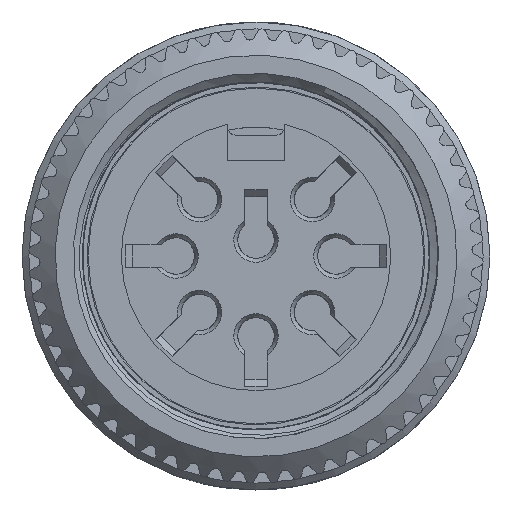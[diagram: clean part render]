
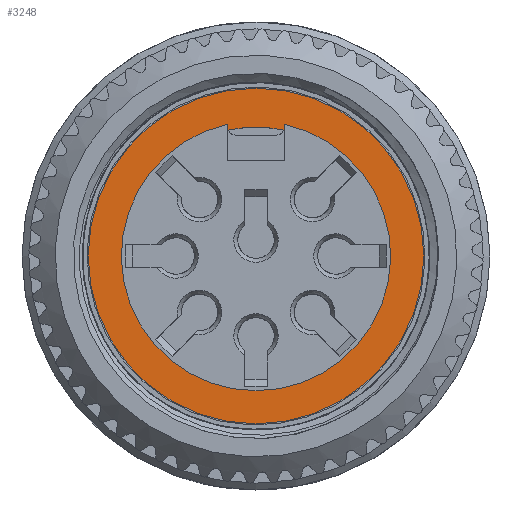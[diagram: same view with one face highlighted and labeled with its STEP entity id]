
A CAD part, left-side view. The second image highlights one B-rep face of the part: STEP entity #3248.
In plain terms, the highlighted planar face has unit normal (-1, 0, 0).
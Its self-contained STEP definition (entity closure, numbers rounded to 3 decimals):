
#1009=PLANE('',#10027);
#1778=LINE('',#13093,#2209);
#1781=LINE('',#13099,#2212);
#2209=VECTOR('',#11029,1.);
#2212=VECTOR('',#11034,1.);
#3248=ADVANCED_FACE('',(#3726,#3727),#1009,.F.);
#3726=FACE_BOUND('',#3865,.T.);
#3727=FACE_BOUND('',#3866,.T.);
#3865=EDGE_LOOP('',(#4747));
#3866=EDGE_LOOP('',(#4748,#4749,#4750,#4751));
#4747=ORIENTED_EDGE('',*,*,#8426,.F.);
#4748=ORIENTED_EDGE('',*,*,#8423,.F.);
#4749=ORIENTED_EDGE('',*,*,#8428,.F.);
#4750=ORIENTED_EDGE('',*,*,#8420,.F.);
#4751=ORIENTED_EDGE('',*,*,#8425,.T.);
#7380=VERTEX_POINT('',#13092);
#7381=VERTEX_POINT('',#13094);
#7382=VERTEX_POINT('',#13098);
#7383=VERTEX_POINT('',#13100);
#7384=VERTEX_POINT('',#13106);
#8420=EDGE_CURVE('',#7380,#7381,#1778,.T.);
#8423=EDGE_CURVE('',#7382,#7383,#1781,.T.);
#8425=EDGE_CURVE('',#7380,#7383,#9713,.T.);
#8426=EDGE_CURVE('',#7384,#7384,#9714,.T.);
#8428=EDGE_CURVE('',#7381,#7382,#9716,.T.);
#9713=CIRCLE('',#10021,5.9);
#9714=CIRCLE('',#10023,7.35);
#9716=CIRCLE('',#10026,5.65);
#10021=AXIS2_PLACEMENT_3D('',#13103,#11038,#11039);
#10023=AXIS2_PLACEMENT_3D('',#13105,#11042,#11043);
#10026=AXIS2_PLACEMENT_3D('',#13110,#11048,#11049);
#10027=AXIS2_PLACEMENT_3D('',#13111,#11050,#11051);
#11029=DIRECTION('',(0.,0.,-1.));
#11034=DIRECTION('',(0.,0.,1.));
#11038=DIRECTION('',(1.,0.,0.));
#11039=DIRECTION('',(0.,0.,-1.));
#11042=DIRECTION('',(1.,0.,0.));
#11043=DIRECTION('',(0.,-1.,0.));
#11048=DIRECTION('',(-1.,0.,0.));
#11049=DIRECTION('',(0.,-1.,0.));
#11050=DIRECTION('',(1.,0.,0.));
#11051=DIRECTION('',(0.,0.,-1.));
#13092=CARTESIAN_POINT('',(6.5,-1.25,5.766));
#13093=CARTESIAN_POINT('',(6.5,-1.25,0.));
#13094=CARTESIAN_POINT('',(6.5,-1.25,5.51));
#13098=CARTESIAN_POINT('',(6.5,1.25,5.51));
#13099=CARTESIAN_POINT('',(6.5,1.25,0.));
#13100=CARTESIAN_POINT('',(6.5,1.25,5.766));
#13103=CARTESIAN_POINT('',(6.5,0.,0.));
#13105=CARTESIAN_POINT('',(6.5,0.,0.));
#13106=CARTESIAN_POINT('',(6.5,-7.35,0.));
#13110=CARTESIAN_POINT('',(6.5,0.,0.));
#13111=CARTESIAN_POINT('',(6.5,0.,0.));
